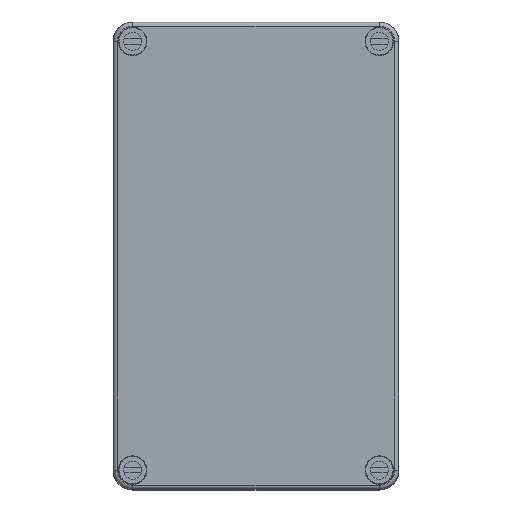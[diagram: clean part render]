
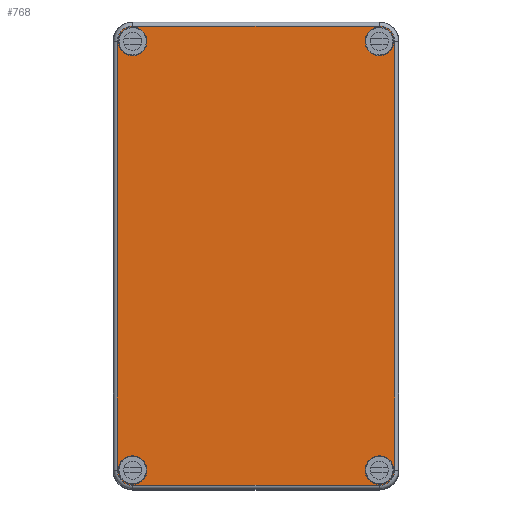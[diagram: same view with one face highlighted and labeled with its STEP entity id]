
A CAD part, top view. The second image highlights one B-rep face of the part: STEP entity #768.
In plain terms, the highlighted planar face has unit normal (0, 0, 1).
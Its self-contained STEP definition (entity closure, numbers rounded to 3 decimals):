
#768 = ADVANCED_FACE( '', ( #1958, #1959, #1960, #1961, #1962 ), #1963, .F. );
#1958 = FACE_BOUND( '', #3705, .T. );
#1959 = FACE_BOUND( '', #3706, .T. );
#1960 = FACE_BOUND( '', #3707, .T. );
#1961 = FACE_BOUND( '', #3708, .T. );
#1962 = FACE_OUTER_BOUND( '', #3709, .T. );
#1963 = PLANE( '', #3710 );
#3705 = EDGE_LOOP( '', ( #5747 ) );
#3706 = EDGE_LOOP( '', ( #5748 ) );
#3707 = EDGE_LOOP( '', ( #5749 ) );
#3708 = EDGE_LOOP( '', ( #5750 ) );
#3709 = EDGE_LOOP( '', ( #5751, #5752, #5753, #5754, #5755, #5756, #5757, #5758 ) );
#3710 = AXIS2_PLACEMENT_3D( '', #5759, #5760, #5761 );
#5747 = ORIENTED_EDGE( '', *, *, #10036, .F. );
#5748 = ORIENTED_EDGE( '', *, *, #10204, .F. );
#5749 = ORIENTED_EDGE( '', *, *, #9944, .F. );
#5750 = ORIENTED_EDGE( '', *, *, #10205, .F. );
#5751 = ORIENTED_EDGE( '', *, *, #10206, .T. );
#5752 = ORIENTED_EDGE( '', *, *, #10207, .F. );
#5753 = ORIENTED_EDGE( '', *, *, #10208, .T. );
#5754 = ORIENTED_EDGE( '', *, *, #10209, .T. );
#5755 = ORIENTED_EDGE( '', *, *, #10210, .F. );
#5756 = ORIENTED_EDGE( '', *, *, #10173, .T. );
#5757 = ORIENTED_EDGE( '', *, *, #10211, .F. );
#5758 = ORIENTED_EDGE( '', *, *, #9927, .F. );
#5759 = CARTESIAN_POINT( '', ( -53.356, 82.5, 18. ) );
#5760 = DIRECTION( '', ( 0., 0., -1. ) );
#5761 = DIRECTION( '', ( -1., 0., 0. ) );
#9927 = EDGE_CURVE( '', #11752, #11747, #11754, .T. );
#9944 = EDGE_CURVE( '', #11783, #11783, #11784, .T. );
#10036 = EDGE_CURVE( '', #11945, #11945, #11946, .T. );
#10173 = EDGE_CURVE( '', #12179, #12177, #12180, .T. );
#10204 = EDGE_CURVE( '', #12232, #12232, #12233, .T. );
#10205 = EDGE_CURVE( '', #12234, #12234, #12235, .T. );
#10206 = EDGE_CURVE( '', #11752, #12236, #12237, .T. );
#10207 = EDGE_CURVE( '', #12238, #12236, #12239, .T. );
#10208 = EDGE_CURVE( '', #12238, #12240, #12241, .T. );
#10209 = EDGE_CURVE( '', #12240, #12242, #12243, .T. );
#10210 = EDGE_CURVE( '', #12179, #12242, #12244, .T. );
#10211 = EDGE_CURVE( '', #11747, #12177, #12245, .T. );
#11747 = VERTEX_POINT( '', #14426 );
#11752 = VERTEX_POINT( '', #14432 );
#11754 = LINE( '', #14434, #14435 );
#11783 = VERTEX_POINT( '', #14472 );
#11784 = CIRCLE( '', #14473, 5.5 );
#11945 = VERTEX_POINT( '', #14679 );
#11946 = CIRCLE( '', #14680, 5.5 );
#12177 = VERTEX_POINT( '', #15006 );
#12179 = VERTEX_POINT( '', #15008 );
#12180 = LINE( '', #15009, #15010 );
#12232 = VERTEX_POINT( '', #15072 );
#12233 = CIRCLE( '', #15073, 5.5 );
#12234 = VERTEX_POINT( '', #15074 );
#12235 = CIRCLE( '', #15075, 5.5 );
#12236 = VERTEX_POINT( '', #15076 );
#12237 = CIRCLE( '', #15077, 5.856 );
#12238 = VERTEX_POINT( '', #15078 );
#12239 = LINE( '', #15079, #15080 );
#12240 = VERTEX_POINT( '', #15081 );
#12241 = CIRCLE( '', #15082, 5.856 );
#12242 = VERTEX_POINT( '', #15083 );
#12243 = LINE( '', #15084, #15085 );
#12244 = CIRCLE( '', #15086, 5.856 );
#12245 = CIRCLE( '', #15087, 5.856 );
#14426 = CARTESIAN_POINT( '', ( -47.5, -88.356, 18. ) );
#14432 = CARTESIAN_POINT( '', ( 47.5, -88.356, 18. ) );
#14434 = CARTESIAN_POINT( '', ( 47.5, -88.356, 18. ) );
#14435 = VECTOR( '', #18017, 1000. );
#14472 = CARTESIAN_POINT( '', ( -42., 82.5, 18. ) );
#14473 = AXIS2_PLACEMENT_3D( '', #18038, #18039, #18040 );
#14679 = CARTESIAN_POINT( '', ( -42., -82.5, 18. ) );
#14680 = AXIS2_PLACEMENT_3D( '', #18173, #18174, #18175 );
#15006 = CARTESIAN_POINT( '', ( -53.356, -82.5, 18. ) );
#15008 = CARTESIAN_POINT( '', ( -53.356, 82.5, 18. ) );
#15009 = CARTESIAN_POINT( '', ( -53.356, 82.5, 18. ) );
#15010 = VECTOR( '', #18376, 1000. );
#15072 = CARTESIAN_POINT( '', ( 53., -82.5, 18. ) );
#15073 = AXIS2_PLACEMENT_3D( '', #18429, #18430, #18431 );
#15074 = CARTESIAN_POINT( '', ( 53., 82.5, 18. ) );
#15075 = AXIS2_PLACEMENT_3D( '', #18432, #18433, #18434 );
#15076 = CARTESIAN_POINT( '', ( 53.356, -82.5, 18. ) );
#15077 = AXIS2_PLACEMENT_3D( '', #18435, #18436, #18437 );
#15078 = CARTESIAN_POINT( '', ( 53.356, 82.5, 18. ) );
#15079 = CARTESIAN_POINT( '', ( 53.356, 82.5, 18. ) );
#15080 = VECTOR( '', #18438, 1000. );
#15081 = CARTESIAN_POINT( '', ( 47.5, 88.356, 18. ) );
#15082 = AXIS2_PLACEMENT_3D( '', #18439, #18440, #18441 );
#15083 = CARTESIAN_POINT( '', ( -47.5, 88.356, 18. ) );
#15084 = CARTESIAN_POINT( '', ( 47.5, 88.356, 18. ) );
#15085 = VECTOR( '', #18442, 1000. );
#15086 = AXIS2_PLACEMENT_3D( '', #18443, #18444, #18445 );
#15087 = AXIS2_PLACEMENT_3D( '', #18446, #18447, #18448 );
#18017 = DIRECTION( '', ( -1., 0., 0. ) );
#18038 = CARTESIAN_POINT( '', ( -47.5, 82.5, 18. ) );
#18039 = DIRECTION( '', ( 0., 0., 1. ) );
#18040 = DIRECTION( '', ( 1., 0., 0. ) );
#18173 = CARTESIAN_POINT( '', ( -47.5, -82.5, 18. ) );
#18174 = DIRECTION( '', ( 0., 0., 1. ) );
#18175 = DIRECTION( '', ( 1., 0., 0. ) );
#18376 = DIRECTION( '', ( 0., -1., 0. ) );
#18429 = CARTESIAN_POINT( '', ( 47.5, -82.5, 18. ) );
#18430 = DIRECTION( '', ( 0., 0., 1. ) );
#18431 = DIRECTION( '', ( 1., 0., 0. ) );
#18432 = CARTESIAN_POINT( '', ( 47.5, 82.5, 18. ) );
#18433 = DIRECTION( '', ( 0., 0., 1. ) );
#18434 = DIRECTION( '', ( 1., 0., 0. ) );
#18435 = CARTESIAN_POINT( '', ( 47.5, -82.5, 18. ) );
#18436 = DIRECTION( '', ( 0., 0., 1. ) );
#18437 = DIRECTION( '', ( 1., 0., 0. ) );
#18438 = DIRECTION( '', ( 0., -1., 0. ) );
#18439 = CARTESIAN_POINT( '', ( 47.5, 82.5, 18. ) );
#18440 = DIRECTION( '', ( 0., 0., 1. ) );
#18441 = DIRECTION( '', ( 1., 0., 0. ) );
#18442 = DIRECTION( '', ( -1., 0., 0. ) );
#18443 = CARTESIAN_POINT( '', ( -47.5, 82.5, 18. ) );
#18444 = DIRECTION( '', ( 0., 0., -1. ) );
#18445 = DIRECTION( '', ( -1., 0., 0. ) );
#18446 = CARTESIAN_POINT( '', ( -47.5, -82.5, 18. ) );
#18447 = DIRECTION( '', ( 0., 0., -1. ) );
#18448 = DIRECTION( '', ( -1., 0., 0. ) );
